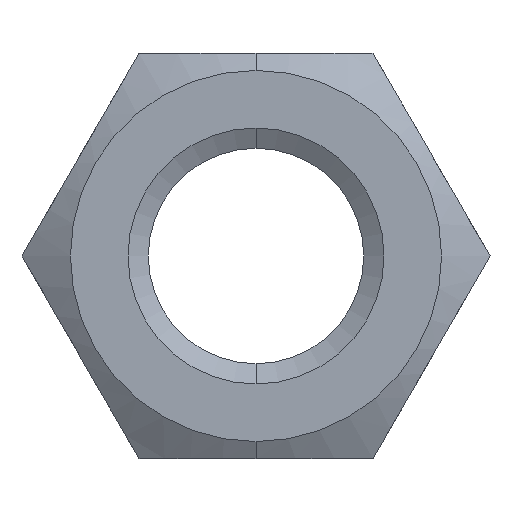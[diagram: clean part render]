
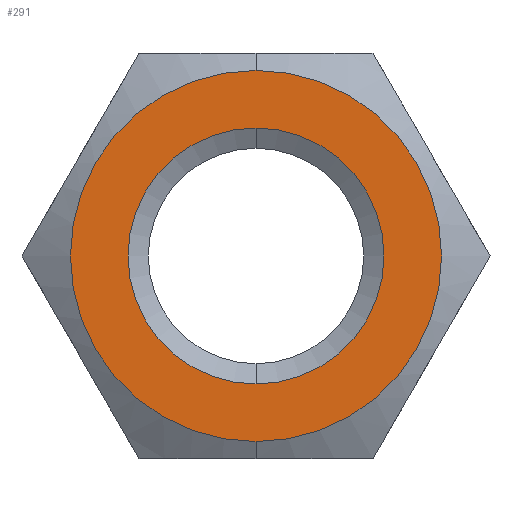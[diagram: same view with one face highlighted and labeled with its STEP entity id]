
A CAD part, left-side view. The second image highlights one B-rep face of the part: STEP entity #291.
In plain terms, the highlighted planar face has unit normal (-1, 0, 0).
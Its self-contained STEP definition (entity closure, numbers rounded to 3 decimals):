
#33 = CARTESIAN_POINT ( 'NONE',  ( 0., 0., 0. ) ) ;
#41 = ORIENTED_EDGE ( 'NONE', *, *, #332, .F. ) ;
#63 = DIRECTION ( 'NONE',  ( 0., 0., -1. ) ) ;
#71 = FACE_OUTER_BOUND ( 'NONE', #238, .T. ) ;
#99 = VERTEX_POINT ( 'NONE', #589 ) ;
#125 = CARTESIAN_POINT ( 'NONE',  ( 0., 0., 6. ) ) ;
#132 = VERTEX_POINT ( 'NONE', #510 ) ;
#146 = AXIS2_PLACEMENT_3D ( 'NONE', #33, #410, #565 ) ;
#192 = DIRECTION ( 'NONE',  ( 1., 0., 0. ) ) ;
#208 = AXIS2_PLACEMENT_3D ( 'NONE', #505, #192, #616 ) ;
#220 = CARTESIAN_POINT ( 'NONE',  ( 0., 0., 0. ) ) ;
#238 = EDGE_LOOP ( 'NONE', ( #274, #41 ) ) ;
#249 = DIRECTION ( 'NONE',  ( 1., 0., 0. ) ) ;
#253 = ORIENTED_EDGE ( 'NONE', *, *, #344, .T. ) ;
#274 = ORIENTED_EDGE ( 'NONE', *, *, #555, .F. ) ;
#291 = ADVANCED_FACE ( 'NONE', ( #594, #71 ), #575, .F. ) ;
#332 = EDGE_CURVE ( 'NONE', #132, #99, #545, .T. ) ;
#344 = EDGE_CURVE ( 'NONE', #399, #387, #572, .T. ) ;
#369 = CARTESIAN_POINT ( 'NONE',  ( 0., 0., 0. ) ) ;
#387 = VERTEX_POINT ( 'NONE', #494 ) ;
#388 = DIRECTION ( 'NONE',  ( 1., 0., 0. ) ) ;
#399 = VERTEX_POINT ( 'NONE', #125 ) ;
#401 = AXIS2_PLACEMENT_3D ( 'NONE', #369, #249, #630 ) ;
#410 = DIRECTION ( 'NONE',  ( 1., 0., 0. ) ) ;
#414 = AXIS2_PLACEMENT_3D ( 'NONE', #220, #388, #63 ) ;
#456 = ORIENTED_EDGE ( 'NONE', *, *, #547, .T. ) ;
#480 = AXIS2_PLACEMENT_3D ( 'NONE', #542, #486, #601 ) ;
#486 = DIRECTION ( 'NONE',  ( 1., 0., 0. ) ) ;
#494 = CARTESIAN_POINT ( 'NONE',  ( 0., 0., -6. ) ) ;
#500 = CIRCLE ( 'NONE', #208, 6. ) ;
#502 = EDGE_LOOP ( 'NONE', ( #253, #456 ) ) ;
#505 = CARTESIAN_POINT ( 'NONE',  ( 0., 0., 0. ) ) ;
#510 = CARTESIAN_POINT ( 'NONE',  ( 0., 0., 8.7 ) ) ;
#542 = CARTESIAN_POINT ( 'NONE',  ( 0., 0., 0. ) ) ;
#545 = CIRCLE ( 'NONE', #414, 8.7 ) ;
#547 = EDGE_CURVE ( 'NONE', #387, #399, #500, .T. ) ;
#555 = EDGE_CURVE ( 'NONE', #99, #132, #558, .T. ) ;
#558 = CIRCLE ( 'NONE', #146, 8.7 ) ;
#565 = DIRECTION ( 'NONE',  ( 0., 0., -1. ) ) ;
#572 = CIRCLE ( 'NONE', #480, 6. ) ;
#575 = PLANE ( 'NONE',  #401 ) ;
#589 = CARTESIAN_POINT ( 'NONE',  ( 0., 0., -8.7 ) ) ;
#594 = FACE_BOUND ( 'NONE', #502, .T. ) ;
#601 = DIRECTION ( 'NONE',  ( 0., 0., 1. ) ) ;
#616 = DIRECTION ( 'NONE',  ( 0., 0., 1. ) ) ;
#630 = DIRECTION ( 'NONE',  ( 0., 0., -1. ) ) ;
